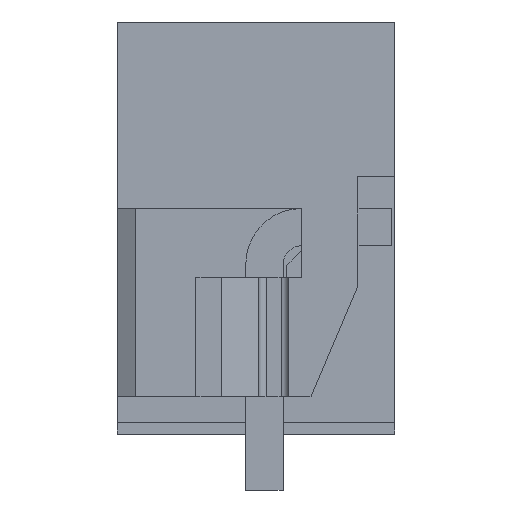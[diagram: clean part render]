
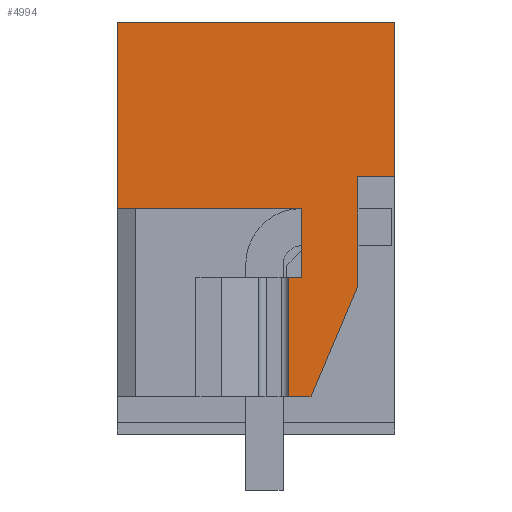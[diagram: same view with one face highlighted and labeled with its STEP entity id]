
A CAD part, left-side view. The second image highlights one B-rep face of the part: STEP entity #4994.
In plain terms, the highlighted planar face has unit normal (-1, 0, 0).
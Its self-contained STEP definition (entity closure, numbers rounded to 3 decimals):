
#4927=AXIS2_PLACEMENT_3D('Plane Axis2P3D',#4924,#4925,#4926) ;
#296=CARTESIAN_POINT('Vertex',(0.,7.45,7.55)) ;
#299=CARTESIAN_POINT('Line Origine',(0.,7.45,10.05)) ;
#303=CARTESIAN_POINT('Vertex',(0.,7.45,12.55)) ;
#4771=CARTESIAN_POINT('Vertex',(0.,2.25,2.5)) ;
#4774=CARTESIAN_POINT('Line Origine',(0.,2.55,2.5)) ;
#4778=CARTESIAN_POINT('Vertex',(0.,2.85,2.5)) ;
#4879=CARTESIAN_POINT('Line Origine',(0.,4.975,7.55)) ;
#4883=CARTESIAN_POINT('Vertex',(0.,2.5,7.55)) ;
#4924=CARTESIAN_POINT('Axis2P3D Location',(0.,7.45,0.1)) ;
#4929=CARTESIAN_POINT('Line Origine',(0.,2.85,4.1)) ;
#4933=CARTESIAN_POINT('Vertex',(0.,2.85,5.7)) ;
#4936=CARTESIAN_POINT('Line Origine',(0.,1.623,3.979)) ;
#4940=CARTESIAN_POINT('Vertex',(0.,0.997,5.458)) ;
#4943=CARTESIAN_POINT('Line Origine',(0.,0.997,6.929)) ;
#4947=CARTESIAN_POINT('Vertex',(0.,0.997,8.4)) ;
#4950=CARTESIAN_POINT('Line Origine',(0.,0.498,8.4)) ;
#4954=CARTESIAN_POINT('Vertex',(0.,0.,8.4)) ;
#4957=CARTESIAN_POINT('Line Origine',(0.,0.,10.475)) ;
#4961=CARTESIAN_POINT('Vertex',(0.,0.,12.55)) ;
#4964=CARTESIAN_POINT('Line Origine',(0.,3.725,12.55)) ;
#4969=CARTESIAN_POINT('Line Origine',(0.,2.5,6.625)) ;
#4973=CARTESIAN_POINT('Vertex',(0.,2.5,5.7)) ;
#4976=CARTESIAN_POINT('Line Origine',(0.,2.675,5.7)) ;
#300=DIRECTION('Vector Direction',(0.,0.,-1.)) ;
#4775=DIRECTION('Vector Direction',(0.,-1.,0.)) ;
#4880=DIRECTION('Vector Direction',(0.,1.,0.)) ;
#4925=DIRECTION('Axis2P3D Direction',(1.,0.,-0.)) ;
#4926=DIRECTION('Axis2P3D XDirection',(0.,0.,1.)) ;
#4930=DIRECTION('Vector Direction',(0.,0.,1.)) ;
#4937=DIRECTION('Vector Direction',(0.,0.39,-0.921)) ;
#4944=DIRECTION('Vector Direction',(0.,0.,1.)) ;
#4951=DIRECTION('Vector Direction',(0.,-1.,0.)) ;
#4958=DIRECTION('Vector Direction',(0.,0.,1.)) ;
#4965=DIRECTION('Vector Direction',(0.,1.,0.)) ;
#4970=DIRECTION('Vector Direction',(0.,0.,-1.)) ;
#4977=DIRECTION('Vector Direction',(0.,1.,0.)) ;
#301=VECTOR('Line Direction',#300,1.) ;
#4776=VECTOR('Line Direction',#4775,1.) ;
#4881=VECTOR('Line Direction',#4880,1.) ;
#4931=VECTOR('Line Direction',#4930,1.) ;
#4938=VECTOR('Line Direction',#4937,1.) ;
#4945=VECTOR('Line Direction',#4944,1.) ;
#4952=VECTOR('Line Direction',#4951,1.) ;
#4959=VECTOR('Line Direction',#4958,1.) ;
#4966=VECTOR('Line Direction',#4965,1.) ;
#4971=VECTOR('Line Direction',#4970,1.) ;
#4978=VECTOR('Line Direction',#4977,1.) ;
#4982=ORIENTED_EDGE('',*,*,#4935,.F.) ;
#4983=ORIENTED_EDGE('',*,*,#4780,.F.) ;
#4984=ORIENTED_EDGE('',*,*,#4942,.F.) ;
#4985=ORIENTED_EDGE('',*,*,#4949,.F.) ;
#4986=ORIENTED_EDGE('',*,*,#4956,.F.) ;
#4987=ORIENTED_EDGE('',*,*,#4963,.F.) ;
#4988=ORIENTED_EDGE('',*,*,#4968,.F.) ;
#4989=ORIENTED_EDGE('',*,*,#305,.F.) ;
#4990=ORIENTED_EDGE('',*,*,#4885,.F.) ;
#4991=ORIENTED_EDGE('',*,*,#4975,.F.) ;
#4992=ORIENTED_EDGE('',*,*,#4980,.F.) ;
#4994=ADVANCED_FACE('HOUSING',(#4993),#4928,.F.) ;
#305=EDGE_CURVE('',#297,#304,#302,.F.) ;
#4780=EDGE_CURVE('',#4772,#4779,#4777,.F.) ;
#4885=EDGE_CURVE('',#4884,#297,#4882,.T.) ;
#4935=EDGE_CURVE('',#4779,#4934,#4932,.T.) ;
#4942=EDGE_CURVE('',#4941,#4772,#4939,.T.) ;
#4949=EDGE_CURVE('',#4948,#4941,#4946,.F.) ;
#4956=EDGE_CURVE('',#4955,#4948,#4953,.F.) ;
#4963=EDGE_CURVE('',#4962,#4955,#4960,.F.) ;
#4968=EDGE_CURVE('',#304,#4962,#4967,.F.) ;
#4975=EDGE_CURVE('',#4974,#4884,#4972,.F.) ;
#4980=EDGE_CURVE('',#4934,#4974,#4979,.F.) ;
#4981=EDGE_LOOP('',(#4982,#4983,#4984,#4985,#4986,#4987,#4988,#4989,#4990,#4991,#4992)) ;
#4993=FACE_OUTER_BOUND('',#4981,.T.) ;
#302=LINE('Line',#299,#301) ;
#4777=LINE('Line',#4774,#4776) ;
#4882=LINE('Line',#4879,#4881) ;
#4932=LINE('Line',#4929,#4931) ;
#4939=LINE('Line',#4936,#4938) ;
#4946=LINE('Line',#4943,#4945) ;
#4953=LINE('Line',#4950,#4952) ;
#4960=LINE('Line',#4957,#4959) ;
#4967=LINE('Line',#4964,#4966) ;
#4972=LINE('Line',#4969,#4971) ;
#4979=LINE('Line',#4976,#4978) ;
#4928=PLANE('',#4927) ;
#297=VERTEX_POINT('',#296) ;
#304=VERTEX_POINT('',#303) ;
#4772=VERTEX_POINT('',#4771) ;
#4779=VERTEX_POINT('',#4778) ;
#4884=VERTEX_POINT('',#4883) ;
#4934=VERTEX_POINT('',#4933) ;
#4941=VERTEX_POINT('',#4940) ;
#4948=VERTEX_POINT('',#4947) ;
#4955=VERTEX_POINT('',#4954) ;
#4962=VERTEX_POINT('',#4961) ;
#4974=VERTEX_POINT('',#4973) ;
